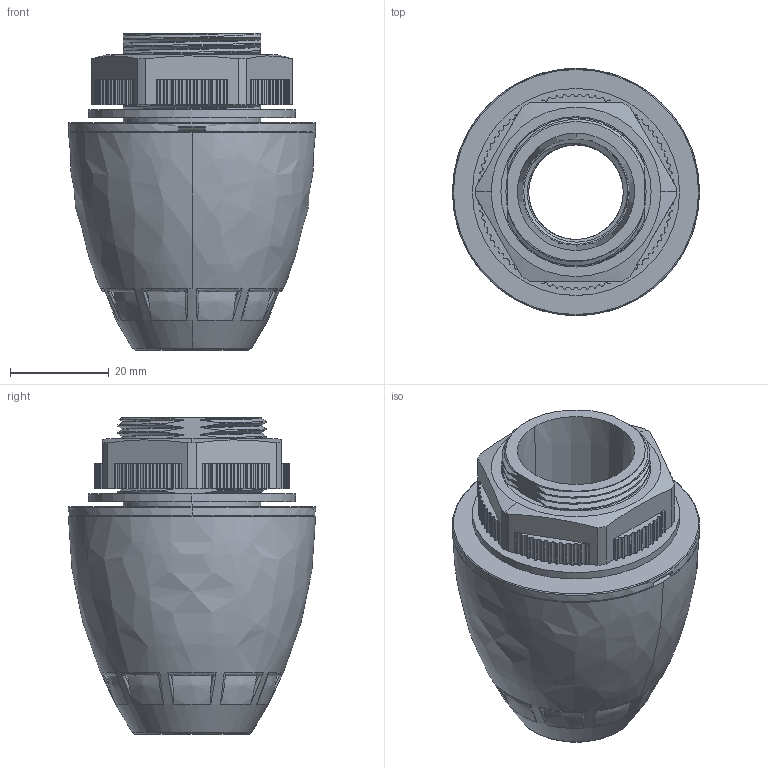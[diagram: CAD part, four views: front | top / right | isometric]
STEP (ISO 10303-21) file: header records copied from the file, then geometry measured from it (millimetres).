
FILE_DESCRIPTION((''),'2;1');
FILE_NAME('161955_ASM','2017-03-23T',('pdmadmin'),('BANNER ENGINEERING'),'CREO PARAMETRIC BY PTC INC, 2016260','CREO PARAMETRIC BY PTC INC, 2016260','');
FILE_SCHEMA(('CONFIG_CONTROL_DESIGN'));
Products named in the file (5): 191130; 190893; 27772; 08249; 161955_ASM
Assembly tree (4 placements, depth 2):
  161955_ASM
    191130
    190893
    27772
    08249
Bounding box: 50.01 x 50.01 x 64.1 mm (x, y, z)
Volume: 42014.6 mm3; surface area: 38099.6 mm2
Topology: 4 solids, 5 shells, 730 faces, 2104 edges, 1379 vertices
Faces by surface type: cylinder 253, bspline 212, plane 204, cone 37, torus 20, sphere 4
Entity records: 71693 total; most frequent: CARTESIAN_POINT 54007, ORIENTED_EDGE 4204, DIRECTION 2939, EDGE_CURVE 2104, VERTEX_POINT 1379, AXIS2_PLACEMENT_3D 1032, VECTOR 875, LINE 875
